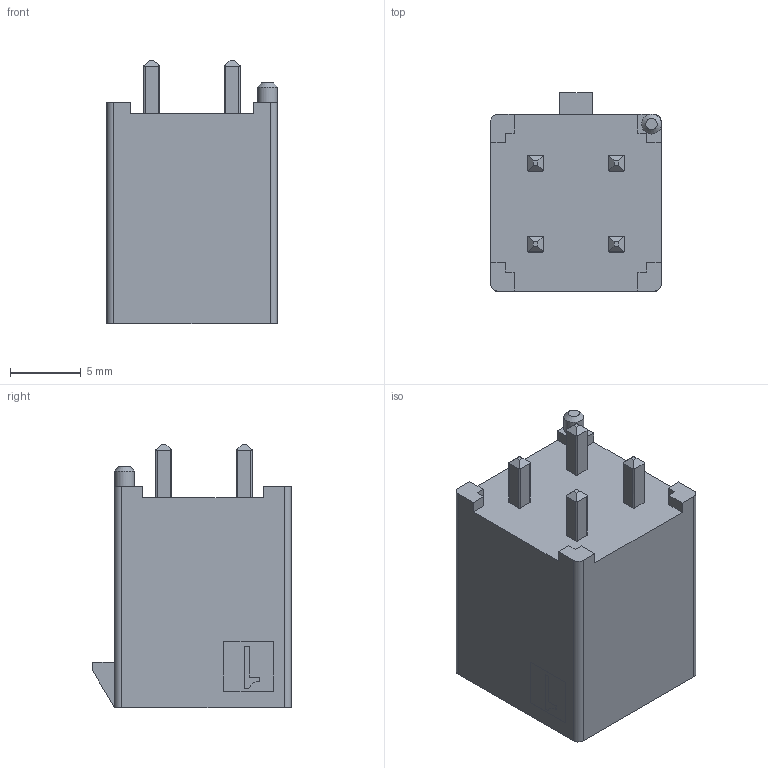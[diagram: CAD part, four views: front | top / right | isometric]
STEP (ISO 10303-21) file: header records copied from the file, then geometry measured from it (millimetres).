
FILE_DESCRIPTION(/* description */ (''),/* implementation_level */ '2;1');
FILE_NAME(/* name */ '768290104_MegafitdualRow2x2PIN.stp',/* time_stamp */ '2020-03-13T17:25:19+01:00',/* author */ ('franc'),/* organization */ (''),/* preprocessor_version */ 'ST-DEVELOPER v18',/* originating_system */ 'Autodesk Inventor 2020',/* authorisation */ '');
FILE_SCHEMA (('AUTOMOTIVE_DESIGN { 1 0 10303 214 3 1 1 }'));
Length unit declared in the file: millimetre
Products named in the file (1): 768290104_MegafitdualRow2x2PIN
Bounding box: 12.05 x 14.03 x 18.58 mm (x, y, z)
Volume: 1168.9 mm3; surface area: 2089.1 mm2
Topology: 1 solids, 1 shells, 229 faces, 616 edges, 406 vertices
Faces by surface type: plane 191, cylinder 37, cone 1
Full cylindrical faces by diameter (mm): 1.4 x1
Entity records: 7284 total; most frequent: CARTESIAN_POINT 1252, ORIENTED_EDGE 1232, DIRECTION 1187, EDGE_CURVE 616, LINE 505, VECTOR 505, VERTEX_POINT 406, AXIS2_PLACEMENT_3D 341
